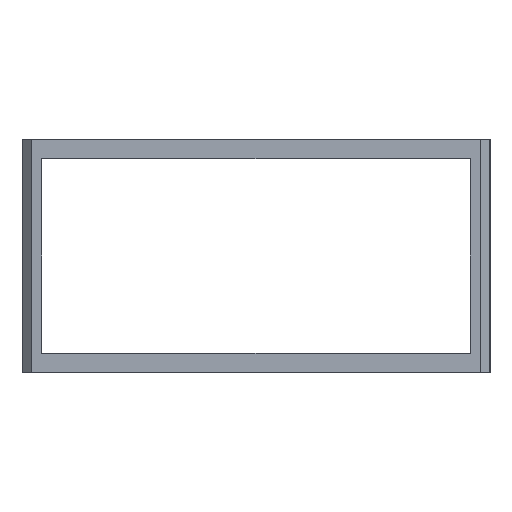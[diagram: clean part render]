
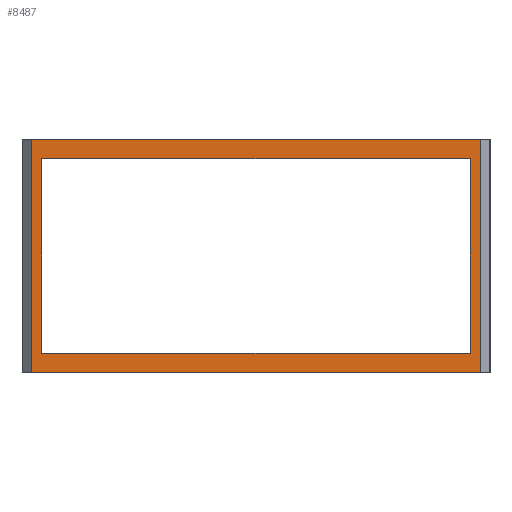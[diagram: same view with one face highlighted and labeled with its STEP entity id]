
A CAD part, left-side view. The second image highlights one B-rep face of the part: STEP entity #8487.
In plain terms, the highlighted planar face has unit normal (-1, 0, 0).
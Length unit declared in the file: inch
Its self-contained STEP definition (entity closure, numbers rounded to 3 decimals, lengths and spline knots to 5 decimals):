
#92 = CARTESIAN_POINT ( 'NONE',  ( 0., -1.44, -0.75 ) ) ;
#463 = DIRECTION ( 'NONE',  ( 0., 0., 1. ) ) ;
#1083 = CARTESIAN_POINT ( 'NONE',  ( 0., -1.44, 0.75 ) ) ;
#1805 = CARTESIAN_POINT ( 'NONE',  ( 0., 1.44, 0.75 ) ) ;
#1830 = VERTEX_POINT ( 'NONE', #21259 ) ;
#2577 = CARTESIAN_POINT ( 'NONE',  ( 0., 1.375, -0.625 ) ) ;
#2630 = EDGE_CURVE ( 'NONE', #8616, #32923, #31622, .T. ) ;
#3030 = CARTESIAN_POINT ( 'NONE',  ( 0., -1.375, 0.625 ) ) ;
#4427 = EDGE_CURVE ( 'NONE', #21579, #1830, #20844, .T. ) ;
#4698 = VECTOR ( 'NONE', #17387, 39.37008 ) ;
#4810 = VECTOR ( 'NONE', #29593, 39.37008 ) ;
#5606 = FACE_OUTER_BOUND ( 'NONE', #32494, .T. ) ;
#6451 = VECTOR ( 'NONE', #30165, 39.37008 ) ;
#6782 = DIRECTION ( 'NONE',  ( 0., 1., 0. ) ) ;
#6823 = CARTESIAN_POINT ( 'NONE',  ( 0., -1.5, -0.75 ) ) ;
#6871 = EDGE_LOOP ( 'NONE', ( #30078, #23037, #13372, #17526 ) ) ;
#7005 = CARTESIAN_POINT ( 'NONE',  ( 0., -1.375, 0.625 ) ) ;
#8487 = ADVANCED_FACE ( 'NONE', ( #11875, #5606 ), #19941, .T. ) ;
#8616 = VERTEX_POINT ( 'NONE', #14139 ) ;
#8732 = VECTOR ( 'NONE', #463, 39.37008 ) ;
#8789 = VECTOR ( 'NONE', #6782, 39.37008 ) ;
#9071 = CARTESIAN_POINT ( 'NONE',  ( 0., 1.44, -0.75 ) ) ;
#9331 = ORIENTED_EDGE ( 'NONE', *, *, #11157, .T. ) ;
#10127 = EDGE_CURVE ( 'NONE', #18211, #21977, #15118, .T. ) ;
#11157 = EDGE_CURVE ( 'NONE', #18211, #1830, #15898, .T. ) ;
#11875 = FACE_BOUND ( 'NONE', #6871, .T. ) ;
#11913 = DIRECTION ( 'NONE',  ( 0., -1., 0. ) ) ;
#13372 = ORIENTED_EDGE ( 'NONE', *, *, #31484, .T. ) ;
#13797 = CARTESIAN_POINT ( 'NONE',  ( 0., 1.375, 0.625 ) ) ;
#13991 = LINE ( 'NONE', #3030, #34577 ) ;
#14139 = CARTESIAN_POINT ( 'NONE',  ( 0., 1.375, 0.625 ) ) ;
#15118 = LINE ( 'NONE', #6823, #8789 ) ;
#15634 = DIRECTION ( 'NONE',  ( 0., 1., 0. ) ) ;
#15898 = LINE ( 'NONE', #1083, #8732 ) ;
#16048 = CARTESIAN_POINT ( 'NONE',  ( 0., 1.375, -0.625 ) ) ;
#16446 = DIRECTION ( 'NONE',  ( 0., 0., -1. ) ) ;
#17387 = DIRECTION ( 'NONE',  ( 0., 0., -1. ) ) ;
#17526 = ORIENTED_EDGE ( 'NONE', *, *, #2630, .T. ) ;
#18211 = VERTEX_POINT ( 'NONE', #92 ) ;
#18513 = ORIENTED_EDGE ( 'NONE', *, *, #4427, .F. ) ;
#19361 = EDGE_CURVE ( 'NONE', #32923, #34114, #13991, .T. ) ;
#19434 = DIRECTION ( 'NONE',  ( 0., 0., 1. ) ) ;
#19482 = DIRECTION ( 'NONE',  ( -1., 0., 0. ) ) ;
#19715 = CARTESIAN_POINT ( 'NONE',  ( 0., 1.5, -0.75 ) ) ;
#19941 = PLANE ( 'NONE',  #31447 ) ;
#20844 = LINE ( 'NONE', #32101, #6451 ) ;
#20942 = EDGE_CURVE ( 'NONE', #21579, #21977, #26177, .T. ) ;
#21259 = CARTESIAN_POINT ( 'NONE',  ( 0., -1.44, 0.75 ) ) ;
#21579 = VERTEX_POINT ( 'NONE', #1805 ) ;
#21977 = VERTEX_POINT ( 'NONE', #9071 ) ;
#22758 = CARTESIAN_POINT ( 'NONE',  ( 0., 1.44, -0.75 ) ) ;
#22886 = ORIENTED_EDGE ( 'NONE', *, *, #20942, .T. ) ;
#23005 = VECTOR ( 'NONE', #15634, 39.37008 ) ;
#23037 = ORIENTED_EDGE ( 'NONE', *, *, #30804, .T. ) ;
#24508 = VECTOR ( 'NONE', #11913, 39.37008 ) ;
#25438 = LINE ( 'NONE', #16048, #4810 ) ;
#25502 = LINE ( 'NONE', #34399, #23005 ) ;
#26177 = LINE ( 'NONE', #22758, #4698 ) ;
#27677 = ORIENTED_EDGE ( 'NONE', *, *, #10127, .F. ) ;
#28516 = VERTEX_POINT ( 'NONE', #2577 ) ;
#29593 = DIRECTION ( 'NONE',  ( 0., 0., 1. ) ) ;
#30078 = ORIENTED_EDGE ( 'NONE', *, *, #19361, .T. ) ;
#30165 = DIRECTION ( 'NONE',  ( 0., -1., 0. ) ) ;
#30804 = EDGE_CURVE ( 'NONE', #34114, #28516, #25502, .T. ) ;
#31447 = AXIS2_PLACEMENT_3D ( 'NONE', #19715, #19482, #19434 ) ;
#31484 = EDGE_CURVE ( 'NONE', #28516, #8616, #25438, .T. ) ;
#31622 = LINE ( 'NONE', #13797, #24508 ) ;
#32101 = CARTESIAN_POINT ( 'NONE',  ( 0., -1.5, 0.75 ) ) ;
#32494 = EDGE_LOOP ( 'NONE', ( #27677, #9331, #18513, #22886 ) ) ;
#32923 = VERTEX_POINT ( 'NONE', #7005 ) ;
#33593 = CARTESIAN_POINT ( 'NONE',  ( 0., -1.375, -0.625 ) ) ;
#34114 = VERTEX_POINT ( 'NONE', #33593 ) ;
#34399 = CARTESIAN_POINT ( 'NONE',  ( 0., -1.375, -0.625 ) ) ;
#34577 = VECTOR ( 'NONE', #16446, 39.37008 ) ;
